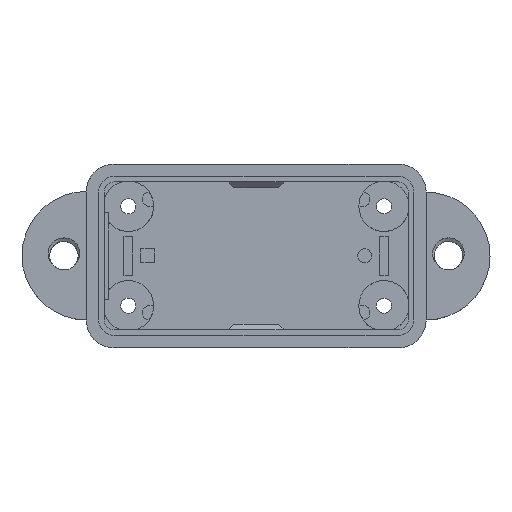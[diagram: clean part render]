
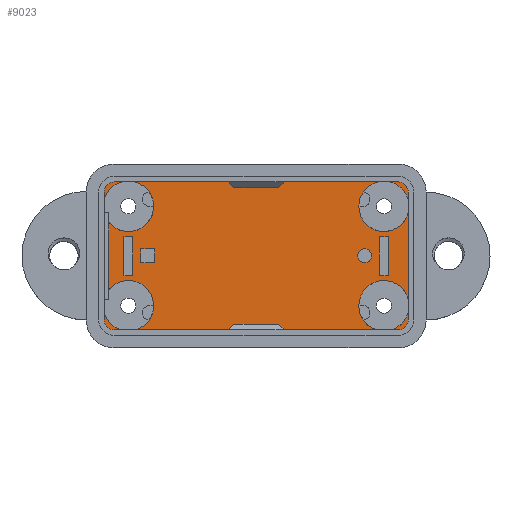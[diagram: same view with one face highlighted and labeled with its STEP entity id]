
A CAD part, top view. The second image highlights one B-rep face of the part: STEP entity #9023.
In plain terms, the highlighted planar face has unit normal (0, 0, 1).
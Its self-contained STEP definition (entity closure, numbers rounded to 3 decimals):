
#76=FACE_BOUND('',#1508,.T.);
#77=FACE_BOUND('',#1509,.T.);
#78=FACE_BOUND('',#1510,.T.);
#79=FACE_BOUND('',#1511,.T.);
#80=FACE_BOUND('',#1512,.T.);
#81=FACE_BOUND('',#1513,.T.);
#82=FACE_BOUND('',#1514,.T.);
#83=FACE_BOUND('',#1515,.T.);
#328=PLANE('',#9490);
#975=FACE_OUTER_BOUND('',#1507,.T.);
#1507=EDGE_LOOP('',(#8402,#8403,#8404,#8405,#8406,#8407,#8408,#8409,#8410));
#1508=EDGE_LOOP('',(#8411,#8412,#8413,#8414));
#1509=EDGE_LOOP('',(#8415));
#1510=EDGE_LOOP('',(#8416,#8417,#8418,#8419));
#1511=EDGE_LOOP('',(#8420,#8421,#8422,#8423));
#1512=EDGE_LOOP('',(#8424));
#1513=EDGE_LOOP('',(#8425));
#1514=EDGE_LOOP('',(#8426));
#1515=EDGE_LOOP('',(#8427));
#1925=CIRCLE('',#9108,2.5);
#1943=CIRCLE('',#9145,1.25);
#1968=CIRCLE('',#9281,4.5);
#1987=CIRCLE('',#9313,4.5);
#1988=CIRCLE('',#9315,4.5);
#1994=CIRCLE('',#9323,4.5);
#2030=CIRCLE('',#9491,2.5);
#2031=CIRCLE('',#9492,2.5);
#2032=CIRCLE('',#9493,2.5);
#2050=LINE('',#15694,#2858);
#2075=LINE('',#15787,#2883);
#2101=LINE('',#16195,#2909);
#2134=LINE('',#16293,#2942);
#2137=LINE('',#16298,#2945);
#2139=LINE('',#16302,#2947);
#2141=LINE('',#16305,#2949);
#2143=LINE('',#16313,#2951);
#2147=LINE('',#16321,#2955);
#2150=LINE('',#16327,#2958);
#2153=LINE('',#16332,#2961);
#2155=LINE('',#16338,#2963);
#2159=LINE('',#16346,#2967);
#2162=LINE('',#16352,#2970);
#2165=LINE('',#16357,#2973);
#2842=LINE('',#21015,#3650);
#2843=LINE('',#21018,#3651);
#2858=VECTOR('',#9584,10.);
#2883=VECTOR('',#9643,10.);
#2909=VECTOR('',#9707,10.);
#2942=VECTOR('',#9796,10.);
#2945=VECTOR('',#9801,10.);
#2947=VECTOR('',#9805,10.);
#2949=VECTOR('',#9809,10.);
#2951=VECTOR('',#9817,10.);
#2955=VECTOR('',#9823,10.);
#2958=VECTOR('',#9828,10.);
#2961=VECTOR('',#9833,10.);
#2963=VECTOR('',#9839,10.);
#2967=VECTOR('',#9845,10.);
#2970=VECTOR('',#9850,10.);
#2973=VECTOR('',#9855,10.);
#3650=VECTOR('',#11208,10.);
#3651=VECTOR('',#11211,10.);
#3704=VERTEX_POINT('',#15677);
#3711=VERTEX_POINT('',#15693);
#3721=VERTEX_POINT('',#15725);
#3727=VERTEX_POINT('',#15750);
#3815=VERTEX_POINT('',#16185);
#3818=VERTEX_POINT('',#16193);
#3854=VERTEX_POINT('',#16291);
#3855=VERTEX_POINT('',#16292);
#3856=VERTEX_POINT('',#16297);
#3857=VERTEX_POINT('',#16301);
#3858=VERTEX_POINT('',#16307);
#3859=VERTEX_POINT('',#16311);
#3860=VERTEX_POINT('',#16312);
#3863=VERTEX_POINT('',#16320);
#3865=VERTEX_POINT('',#16326);
#3867=VERTEX_POINT('',#16336);
#3868=VERTEX_POINT('',#16337);
#3871=VERTEX_POINT('',#16345);
#3873=VERTEX_POINT('',#16351);
#4121=VERTEX_POINT('',#17799);
#4151=VERTEX_POINT('',#17883);
#4152=VERTEX_POINT('',#17887);
#4165=VERTEX_POINT('',#17919);
#4519=VERTEX_POINT('',#21011);
#4520=VERTEX_POINT('',#21013);
#4521=VERTEX_POINT('',#21016);
#4594=EDGE_CURVE('',#3711,#3704,#2050,.T.);
#4627=EDGE_CURVE('',#3721,#3727,#2075,.T.);
#4715=EDGE_CURVE('',#3815,#3721,#1925,.T.);
#4720=EDGE_CURVE('',#3727,#3818,#2101,.T.);
#4767=EDGE_CURVE('',#3854,#3855,#2134,.T.);
#4770=EDGE_CURVE('',#3856,#3854,#2137,.T.);
#4772=EDGE_CURVE('',#3857,#3856,#2139,.T.);
#4774=EDGE_CURVE('',#3855,#3857,#2141,.T.);
#4775=EDGE_CURVE('',#3858,#3858,#1943,.T.);
#4777=EDGE_CURVE('',#3859,#3860,#2143,.T.);
#4781=EDGE_CURVE('',#3860,#3863,#2147,.T.);
#4784=EDGE_CURVE('',#3863,#3865,#2150,.T.);
#4787=EDGE_CURVE('',#3865,#3859,#2153,.T.);
#4789=EDGE_CURVE('',#3867,#3868,#2155,.T.);
#4793=EDGE_CURVE('',#3868,#3871,#2159,.T.);
#4796=EDGE_CURVE('',#3871,#3873,#2162,.T.);
#4799=EDGE_CURVE('',#3873,#3867,#2165,.T.);
#5174=EDGE_CURVE('',#4121,#4121,#1968,.T.);
#5215=EDGE_CURVE('',#4151,#4151,#1987,.T.);
#5217=EDGE_CURVE('',#4152,#4152,#1988,.T.);
#5234=EDGE_CURVE('',#4165,#4165,#1994,.T.);
#5832=EDGE_CURVE('',#4519,#3711,#2030,.T.);
#5833=EDGE_CURVE('',#3704,#4520,#2031,.T.);
#5834=EDGE_CURVE('',#4520,#3815,#2842,.T.);
#5835=EDGE_CURVE('',#3818,#4521,#2032,.T.);
#5836=EDGE_CURVE('',#4521,#4519,#2843,.T.);
#8402=ORIENTED_EDGE('',*,*,#5832,.T.);
#8403=ORIENTED_EDGE('',*,*,#4594,.T.);
#8404=ORIENTED_EDGE('',*,*,#5833,.T.);
#8405=ORIENTED_EDGE('',*,*,#5834,.T.);
#8406=ORIENTED_EDGE('',*,*,#4715,.T.);
#8407=ORIENTED_EDGE('',*,*,#4627,.T.);
#8408=ORIENTED_EDGE('',*,*,#4720,.T.);
#8409=ORIENTED_EDGE('',*,*,#5835,.T.);
#8410=ORIENTED_EDGE('',*,*,#5836,.T.);
#8411=ORIENTED_EDGE('',*,*,#4767,.T.);
#8412=ORIENTED_EDGE('',*,*,#4774,.T.);
#8413=ORIENTED_EDGE('',*,*,#4772,.T.);
#8414=ORIENTED_EDGE('',*,*,#4770,.T.);
#8415=ORIENTED_EDGE('',*,*,#4775,.T.);
#8416=ORIENTED_EDGE('',*,*,#4777,.T.);
#8417=ORIENTED_EDGE('',*,*,#4781,.T.);
#8418=ORIENTED_EDGE('',*,*,#4784,.T.);
#8419=ORIENTED_EDGE('',*,*,#4787,.T.);
#8420=ORIENTED_EDGE('',*,*,#4789,.T.);
#8421=ORIENTED_EDGE('',*,*,#4793,.T.);
#8422=ORIENTED_EDGE('',*,*,#4796,.T.);
#8423=ORIENTED_EDGE('',*,*,#4799,.T.);
#8424=ORIENTED_EDGE('',*,*,#5217,.T.);
#8425=ORIENTED_EDGE('',*,*,#5215,.T.);
#8426=ORIENTED_EDGE('',*,*,#5234,.T.);
#8427=ORIENTED_EDGE('',*,*,#5174,.T.);
#9023=ADVANCED_FACE('',(#975,#76,#77,#78,#79,#80,#81,#82,#83),#328,.T.);
#9108=AXIS2_PLACEMENT_3D('',#16186,#9696,#9697);
#9145=AXIS2_PLACEMENT_3D('',#16308,#9812,#9813);
#9281=AXIS2_PLACEMENT_3D('',#17801,#10378,#10379);
#9313=AXIS2_PLACEMENT_3D('',#17885,#10464,#10465);
#9315=AXIS2_PLACEMENT_3D('',#17889,#10469,#10470);
#9323=AXIS2_PLACEMENT_3D('',#17921,#10496,#10497);
#9490=AXIS2_PLACEMENT_3D('',#21010,#11202,#11203);
#9491=AXIS2_PLACEMENT_3D('',#21012,#11204,#11205);
#9492=AXIS2_PLACEMENT_3D('',#21014,#11206,#11207);
#9493=AXIS2_PLACEMENT_3D('',#21017,#11209,#11210);
#9584=DIRECTION('',(0.,1.,0.));
#9643=DIRECTION('',(0.,-1.,0.));
#9696=DIRECTION('center_axis',(0.,0.,1.));
#9697=DIRECTION('ref_axis',(-0.707,0.707,0.));
#9707=DIRECTION('',(0.,-1.,0.));
#9796=DIRECTION('',(-1.,0.,0.));
#9801=DIRECTION('',(0.,-1.,0.));
#9805=DIRECTION('',(1.,0.,0.));
#9809=DIRECTION('',(0.,1.,0.));
#9812=DIRECTION('center_axis',(0.,0.,-1.));
#9813=DIRECTION('ref_axis',(-1.,0.,0.));
#9817=DIRECTION('',(0.,-1.,0.));
#9823=DIRECTION('',(-1.,0.,0.));
#9828=DIRECTION('',(0.,1.,0.));
#9833=DIRECTION('',(1.,0.,0.));
#9839=DIRECTION('',(1.,0.,0.));
#9845=DIRECTION('',(0.,-1.,0.));
#9850=DIRECTION('',(-1.,0.,0.));
#9855=DIRECTION('',(0.,1.,0.));
#10378=DIRECTION('center_axis',(0.,0.,-1.));
#10379=DIRECTION('ref_axis',(1.,0.,0.));
#10464=DIRECTION('center_axis',(0.,0.,-1.));
#10465=DIRECTION('ref_axis',(1.,0.,0.));
#10469=DIRECTION('center_axis',(0.,0.,-1.));
#10470=DIRECTION('ref_axis',(1.,0.,0.));
#10496=DIRECTION('center_axis',(0.,0.,-1.));
#10497=DIRECTION('ref_axis',(1.,0.,0.));
#11202=DIRECTION('center_axis',(0.,0.,1.));
#11203=DIRECTION('ref_axis',(1.,0.,0.));
#11204=DIRECTION('center_axis',(0.,0.,1.));
#11205=DIRECTION('ref_axis',(0.707,-0.707,0.));
#11206=DIRECTION('center_axis',(0.,0.,1.));
#11207=DIRECTION('ref_axis',(0.707,0.707,0.));
#11208=DIRECTION('',(-1.,0.,0.));
#11209=DIRECTION('center_axis',(0.,0.,1.));
#11210=DIRECTION('ref_axis',(-0.707,-0.707,0.));
#11211=DIRECTION('',(1.,0.,0.));
#15677=CARTESIAN_POINT('',(69.8,-5.,2.));
#15693=CARTESIAN_POINT('',(69.8,-27.86,2.));
#15694=CARTESIAN_POINT('',(69.8,-24.645,2.));
#15725=CARTESIAN_POINT('',(14.002,-4.86,2.));
#15750=CARTESIAN_POINT('',(14.,-27.72,2.));
#15787=CARTESIAN_POINT('',(14.,-22.075,2.));
#16185=CARTESIAN_POINT('',(16.5,-2.5,2.));
#16186=CARTESIAN_POINT('Origin',(16.5,-5.,2.));
#16193=CARTESIAN_POINT('',(14.,-27.86,2.));
#16195=CARTESIAN_POINT('',(14.,-8.215,2.));
#16291=CARTESIAN_POINT('',(23.75,-17.61,2.));
#16292=CARTESIAN_POINT('',(21.25,-17.61,2.));
#16293=CARTESIAN_POINT('',(32.825,-17.61,2.));
#16297=CARTESIAN_POINT('',(23.75,-15.11,2.));
#16298=CARTESIAN_POINT('',(23.75,-15.77,2.));
#16301=CARTESIAN_POINT('',(21.25,-15.11,2.));
#16302=CARTESIAN_POINT('',(31.575,-15.11,2.));
#16305=CARTESIAN_POINT('',(21.25,-17.02,2.));
#16307=CARTESIAN_POINT('',(62.55,-16.36,2.));
#16308=CARTESIAN_POINT('Origin',(61.3,-16.36,2.));
#16311=CARTESIAN_POINT('',(65.56,-12.949,2.));
#16312=CARTESIAN_POINT('',(65.56,-19.912,2.));
#16313=CARTESIAN_POINT('',(65.56,-18.171,2.));
#16320=CARTESIAN_POINT('',(63.96,-19.912,2.));
#16321=CARTESIAN_POINT('',(52.93,-19.912,2.));
#16326=CARTESIAN_POINT('',(63.96,-12.949,2.));
#16327=CARTESIAN_POINT('',(63.96,-14.689,2.));
#16332=CARTESIAN_POINT('',(53.73,-12.949,2.));
#16336=CARTESIAN_POINT('',(18.24,-12.949,2.));
#16337=CARTESIAN_POINT('',(19.84,-12.949,2.));
#16338=CARTESIAN_POINT('',(30.87,-12.949,2.));
#16345=CARTESIAN_POINT('',(19.84,-19.912,2.));
#16346=CARTESIAN_POINT('',(19.84,-18.171,2.));
#16351=CARTESIAN_POINT('',(18.24,-19.912,2.));
#16352=CARTESIAN_POINT('',(30.07,-19.912,2.));
#16357=CARTESIAN_POINT('',(18.24,-14.689,2.));
#17799=CARTESIAN_POINT('',(60.26,-7.54,2.));
#17801=CARTESIAN_POINT('Origin',(64.76,-7.54,2.));
#17883=CARTESIAN_POINT('',(14.54,-25.32,2.));
#17885=CARTESIAN_POINT('Origin',(19.04,-25.32,2.));
#17887=CARTESIAN_POINT('',(60.26,-25.32,2.));
#17889=CARTESIAN_POINT('Origin',(64.76,-25.32,2.));
#17919=CARTESIAN_POINT('',(14.54,-7.54,2.));
#17921=CARTESIAN_POINT('Origin',(19.04,-7.54,2.));
#21010=CARTESIAN_POINT('Origin',(41.9,-16.43,2.));
#21011=CARTESIAN_POINT('',(67.3,-30.36,2.));
#21012=CARTESIAN_POINT('Origin',(67.3,-27.86,2.));
#21013=CARTESIAN_POINT('',(67.3,-2.5,2.));
#21014=CARTESIAN_POINT('Origin',(67.3,-5.,2.));
#21015=CARTESIAN_POINT('',(57.1,-2.5,2.));
#21016=CARTESIAN_POINT('',(16.5,-30.36,2.));
#21017=CARTESIAN_POINT('Origin',(16.5,-27.86,2.));
#21018=CARTESIAN_POINT('',(26.7,-30.36,2.));
